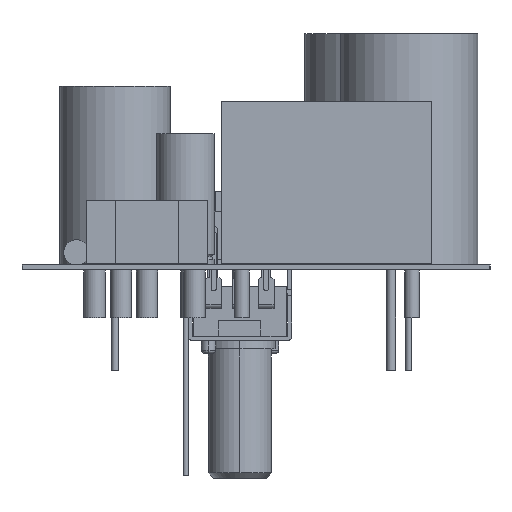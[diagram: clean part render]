
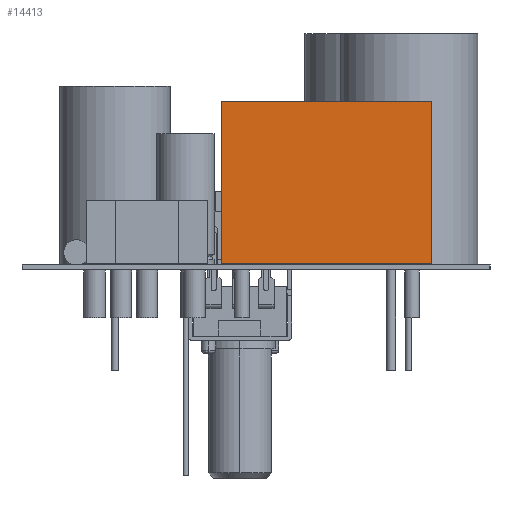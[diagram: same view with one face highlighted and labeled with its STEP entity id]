
A CAD part, left-side view. The second image highlights one B-rep face of the part: STEP entity #14413.
In plain terms, the highlighted face is planar.
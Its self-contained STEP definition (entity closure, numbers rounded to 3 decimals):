
#14413 = ADVANCED_FACE('',(#14414),#14448,.F.);
#14414 = FACE_BOUND('',#14415,.F.);
#14415 = EDGE_LOOP('',(#14416,#14426,#14434,#14442));
#14416 = ORIENTED_EDGE('',*,*,#14417,.T.);
#14417 = EDGE_CURVE('',#14418,#14420,#14422,.T.);
#14418 = VERTEX_POINT('',#14419);
#14419 = CARTESIAN_POINT('',(-1.9,-12.6,0.));
#14420 = VERTEX_POINT('',#14421);
#14421 = CARTESIAN_POINT('',(-1.9,-12.6,15.5));
#14422 = LINE('',#14423,#14424);
#14423 = CARTESIAN_POINT('',(-1.9,-12.6,0.));
#14424 = VECTOR('',#14425,1.);
#14425 = DIRECTION('',(0.,0.,1.));
#14426 = ORIENTED_EDGE('',*,*,#14427,.T.);
#14427 = EDGE_CURVE('',#14420,#14428,#14430,.T.);
#14428 = VERTEX_POINT('',#14429);
#14429 = CARTESIAN_POINT('',(18.1,-12.6,15.5));
#14430 = LINE('',#14431,#14432);
#14431 = CARTESIAN_POINT('',(-1.9,-12.6,15.5));
#14432 = VECTOR('',#14433,1.);
#14433 = DIRECTION('',(1.,0.,0.));
#14434 = ORIENTED_EDGE('',*,*,#14435,.F.);
#14435 = EDGE_CURVE('',#14436,#14428,#14438,.T.);
#14436 = VERTEX_POINT('',#14437);
#14437 = CARTESIAN_POINT('',(18.1,-12.6,0.));
#14438 = LINE('',#14439,#14440);
#14439 = CARTESIAN_POINT('',(18.1,-12.6,0.));
#14440 = VECTOR('',#14441,1.);
#14441 = DIRECTION('',(0.,0.,1.));
#14442 = ORIENTED_EDGE('',*,*,#14443,.F.);
#14443 = EDGE_CURVE('',#14418,#14436,#14444,.T.);
#14444 = LINE('',#14445,#14446);
#14445 = CARTESIAN_POINT('',(-1.9,-12.6,0.));
#14446 = VECTOR('',#14447,1.);
#14447 = DIRECTION('',(1.,0.,0.));
#14448 = PLANE('',#14449);
#14449 = AXIS2_PLACEMENT_3D('',#14450,#14451,#14452);
#14450 = CARTESIAN_POINT('',(-1.9,-12.6,0.));
#14451 = DIRECTION('',(0.,1.,0.));
#14452 = DIRECTION('',(1.,0.,0.));
